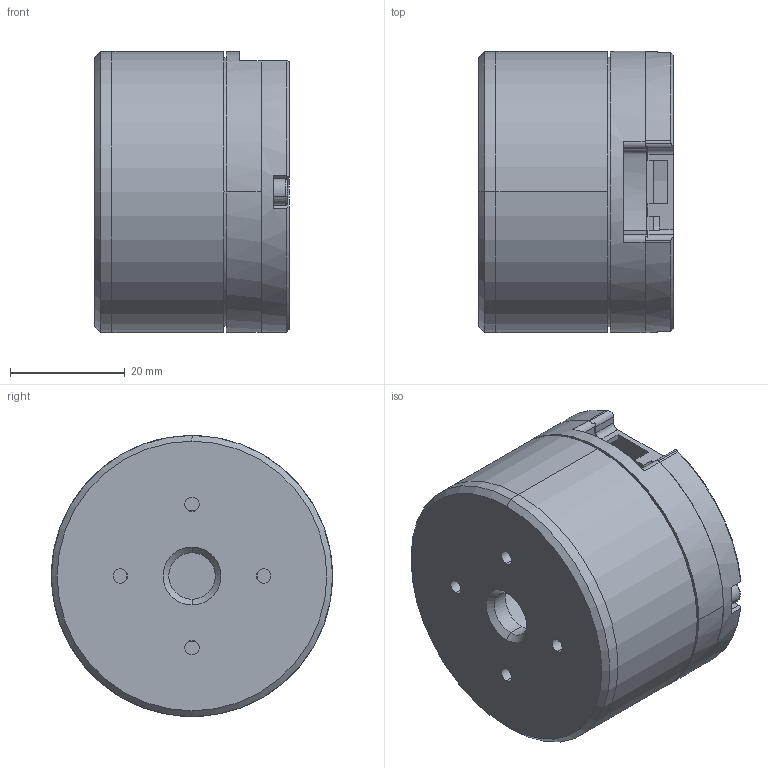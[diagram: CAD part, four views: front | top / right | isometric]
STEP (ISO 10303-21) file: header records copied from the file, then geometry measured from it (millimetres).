
FILE_DESCRIPTION (( 'STEP AP214' ), '1' );
FILE_NAME ('RMD-L-5015.STEP', '2019-11-06T10:20:04', ( '' ), ( '' ), 'SwSTEP 2.0', 'SolidWorks 2012', '' );
FILE_SCHEMA (( 'AUTOMOTIVE_DESIGN' ));
Length unit declared in the file: millimetre
Products named in the file (1): RMD-L-5015
Bounding box: 33.9 x 49 x 49 mm (x, y, z)
Volume: 16814.3 mm3; surface area: 23969.2 mm2
Topology: 7 solids, 7 shells, 296 faces, 786 edges, 508 vertices
Faces by surface type: cylinder 166, plane 98, cone 28, torus 4
Entity records: 14206 total; most frequent: CARTESIAN_POINT 3419, ORIENTED_EDGE 1548, DIRECTION 1540, EDGE_CURVE 774, AXIS2_PLACEMENT_3D 589, VERTEX_POINT 508, EDGE_LOOP 364, LINE 362
